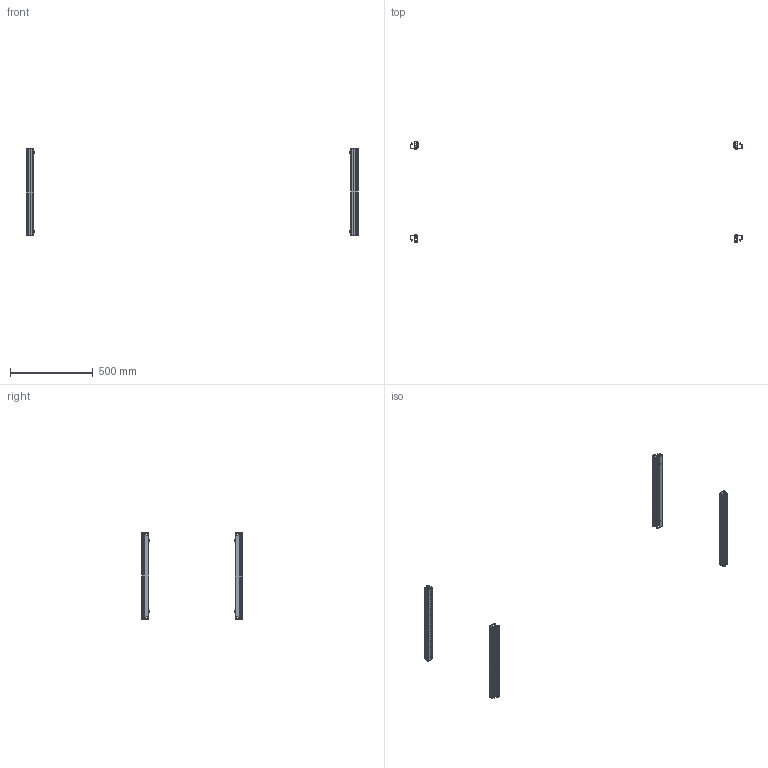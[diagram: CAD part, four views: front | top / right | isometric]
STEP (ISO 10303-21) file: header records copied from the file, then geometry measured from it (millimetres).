
FILE_DESCRIPTION (( 'STEP AP214' ), '1' );
FILE_NAME ('FCM600 Ïðîôèëè ïîïåðå÷íûå.step', '2020-11-05T18:00:43', ( '' ), ( '' ), 'SwSTEP 2.0', 'SolidWorks 2019', '' );
FILE_SCHEMA (( 'AUTOMOTIVE_DESIGN' ));
Length unit declared in the file: millimetre
Products named in the file (31): Âèíò ñàìîíàðåçàþùèé Ì6 DIN 7516À; AVT001.00.00.01 Ïðîôèëü ïîïåðå÷íûé_èçâ0024_01.19; FCM600 Ïðîôèëè ïîïåðå÷íûå; Âèíò ñàìîíàðåçàþùèé Ì6 DIN 7516À_6å16; AVT001.00.00.01 Ïðîôèëü ïîïåðå÷íûé_èçâ0024_01.19_01
Assembly tree (28 placements, depth 2):
  Âèíò ñàìîíàðåçàþùèé Ì6 DIN 7516À
  Âèíò ñàìîíàðåçàþùèé Ì6 DIN 7516À
  Âèíò ñàìîíàðåçàþùèé Ì6 DIN 7516À
  AVT001.00.00.01 Ïðîôèëü ïîïåðå÷íûé_èçâ0024_01.19
  Âèíò ñàìîíàðåçàþùèé Ì6 DIN 7516À
Bounding box: 2010 x 610 x 525 mm (x, y, z)
Volume: 571433.2 mm3; surface area: 727914.9 mm2
Topology: 28 solids, 28 shells, 2236 faces, 6492 edges, 4328 vertices
Faces by surface type: plane 1480, cylinder 708, sphere 48
Entity records: 16387 total; most frequent: CARTESIAN_POINT 2741, ORIENTED_EDGE 2706, DIRECTION 2657, EDGE_CURVE 1353, LINE 1021, VECTOR 1021, VERTEX_POINT 902, AXIS2_PLACEMENT_3D 818
